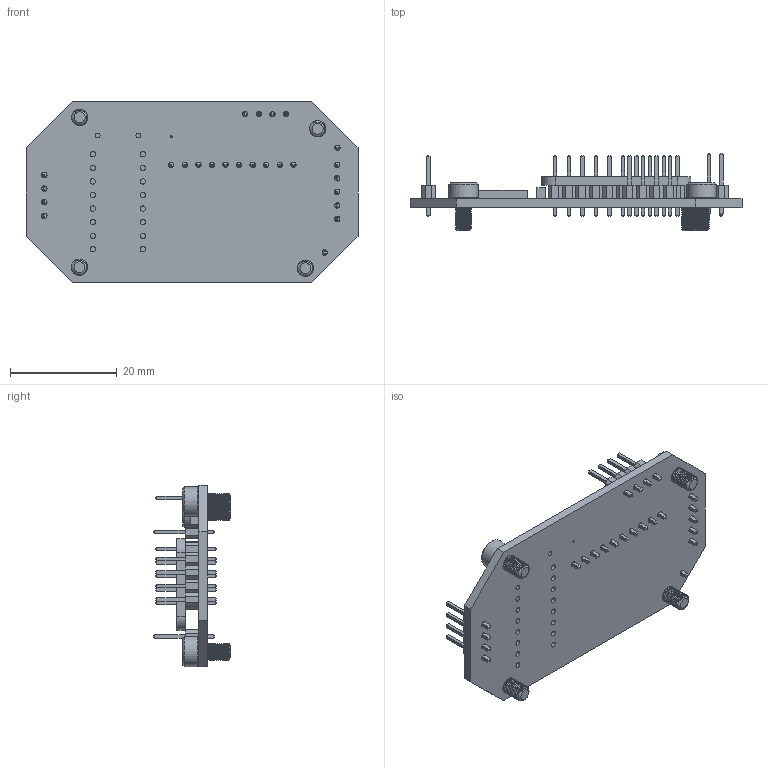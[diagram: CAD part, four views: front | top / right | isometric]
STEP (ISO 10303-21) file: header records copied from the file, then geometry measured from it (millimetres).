
FILE_DESCRIPTION(/* description */ (''),/* implementation_level */ '2;1');
FILE_NAME(/* name */ 'PCB Board.step',/* time_stamp */ '2019-04-23T16:38:00-07:00',/* author */ ('lopej212'),/* organization */ (''),/* preprocessor_version */ 'ST-DEVELOPER v18',/* originating_system */ 'Autodesk Translation Framework v8.2.0.1029',/* authorisation */ '');
FILE_SCHEMA (('AUTOMOTIVE_DESIGN { 1 0 10303 214 3 1 1 }'));
Length unit declared in the file: millimetre
Products named in the file (20): Assembly_ELEC_EVAP_LITE; Adafruit_ADS1115_16Bit_I2C_ADC; PCB Component; Board; ADS1115IDGST; 1µF; MOUNTINGHOLE2.5; FIDUCIAL""; ADAFRUIT_TEXT_20MM; ADAFRUIT_2.5MM; Evap50; PCB Component_1; Board_1; 1X05; 1X10; 1X04; 1X01; 39; SJ; 90751A110
Assembly tree (33 placements, depth 4):
  Assembly_ELEC_EVAP_LITE
    Adafruit_ADS1115_16Bit_I2C_ADC
      PCB Component
        Board
        ADS1115IDGST
        1µF  x8
        MOUNTINGHOLE2.5  x2
        FIDUCIAL""  x2
        ADAFRUIT_TEXT_20MM
        ADAFRUIT_2.5MM
    Evap50
      PCB Component_1
        Board_1
        1X04  x2
        1X05
        1X10
        1X01  x2
        39
        SJ
    90751A110  x4
Bounding box: 62.15 x 14.54 x 34.05 mm (x, y, z)
Volume: 4780.1 mm3; surface area: 8239.1 mm2
Topology: 29 solids, 29 shells, 1085 faces, 2539 edges, 1614 vertices
Faces by surface type: plane 826, cylinder 215, cone 36, bspline 8
Full cylindrical faces by diameter (mm): 0.35 x1, 0.5 x7, 0.9 x2, 1 x26, 1.016 x25, 2.5 x2, 2.545 x64, 3 x64, 5.5 x4
Entity records: 24761 total; most frequent: CARTESIAN_POINT 6898, ORIENTED_EDGE 3358, DIRECTION 3326, EDGE_CURVE 1679, LINE 1436, VECTOR 1436, VERTEX_POINT 1063, AXIS2_PLACEMENT_3D 945
